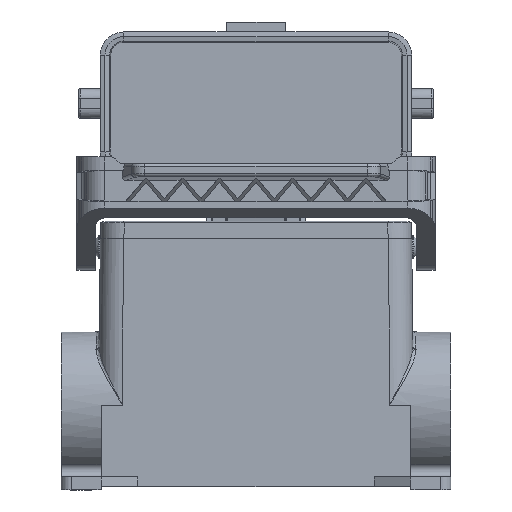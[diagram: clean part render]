
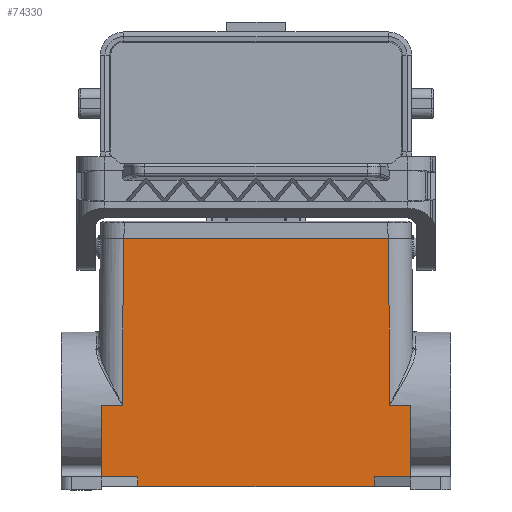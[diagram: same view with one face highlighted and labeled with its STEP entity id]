
A CAD part, front view. The second image highlights one B-rep face of the part: STEP entity #74330.
In plain terms, the highlighted face is planar.
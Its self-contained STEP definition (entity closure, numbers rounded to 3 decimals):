
#730=CARTESIAN_POINT('',(33.384,62.14,
24.691));
#740=VERTEX_POINT('',#730);
#3660=CARTESIAN_POINT('',(33.169,62.355,
0.061));
#3670=DIRECTION('',(0.009,-0.009,
1.));
#3680=VECTOR('',#3670,1.);
#3690=LINE('',#3660,#3680);
#3700=CARTESIAN_POINT('',(33.382,62.141,24.5));
#3710=VERTEX_POINT('',#3700);
#3720=EDGE_CURVE('',#3710,#740,#3690,.T.);
#23710=CARTESIAN_POINT('',(33.818,61.705,74.5));
#23720=VERTEX_POINT('',#23710);
#23770=EDGE_CURVE('',#740,#23720,#3690,.T.);
#28800=CARTESIAN_POINT('',(38.067,62.355,0.));
#28810=DIRECTION('',(-0.015,0.009,
-1.));
#28820=VECTOR('',#28810,1.);
#28830=LINE('',#28800,#28820);
#28840=CARTESIAN_POINT('',(38.112,62.329,3.));
#28850=VERTEX_POINT('',#28840);
#28860=CARTESIAN_POINT('',(38.067,62.355,
0.));
#28870=VERTEX_POINT('',#28860);
#28880=EDGE_CURVE('',#28850,#28870,#28830,.T.);
#35100=CARTESIAN_POINT('',(0.,62.141,24.5));
#35110=DIRECTION('',(-1.,0.,0.));
#35120=VECTOR('',#35110,1.);
#35130=LINE('',#35100,#35120);
#35140=CARTESIAN_POINT('',(27.069,62.141,24.5));
#35150=VERTEX_POINT('',#35140);
#35160=EDGE_CURVE('',#3710,#35150,#35130,.T.);
#35550=CARTESIAN_POINT('',(0.,62.329,3.));
#35560=DIRECTION('',(1.,0.,0.));
#35570=VECTOR('',#35560,1.);
#35580=LINE('',#35550,#35570);
#35590=CARTESIAN_POINT('',(27.069,62.329,3.));
#35600=VERTEX_POINT('',#35590);
#35610=EDGE_CURVE('',#35600,#28850,#35580,.T.);
#38520=CARTESIAN_POINT('',(27.069,62.355,0.));
#38530=DIRECTION('',(0.,0.009,-1.));
#38540=VECTOR('',#38530,1.);
#38550=LINE('',#38520,#38540);
#38560=EDGE_CURVE('',#35150,#35600,#38550,.T.);
#73310=CARTESIAN_POINT('',(113.755,62.141,24.5));
#73320=VERTEX_POINT('',#73310);
#73510=CARTESIAN_POINT('',(113.754,62.14,
24.691));
#73520=VERTEX_POINT('',#73510);
#73550=CARTESIAN_POINT('',(113.968,62.355,
0.061));
#73560=DIRECTION('',(-0.009,-0.009,
1.));
#73570=VECTOR('',#73560,1.);
#73580=LINE('',#73550,#73570);
#73590=EDGE_CURVE('',#73320,#73520,#73580,.T.);
#73710=CARTESIAN_POINT('',(120.319,62.355,
0.003));
#73720=DIRECTION('',(-0.,-1.,-0.009));
#73730=DIRECTION('',(-1.,0.,0.));
#73740=AXIS2_PLACEMENT_3D('',#73710,#73720,#73730);
#73750=PLANE('',#73740);
#73760=CARTESIAN_POINT('',(0.,62.141,24.5));
#73770=DIRECTION('',(1.,0.,0.));
#73780=VECTOR('',#73770,1.);
#73790=LINE('',#73760,#73780);
#73800=CARTESIAN_POINT('',(120.069,62.141,24.5));
#73810=VERTEX_POINT('',#73800);
#73820=EDGE_CURVE('',#73320,#73810,#73790,.T.);
#73830=ORIENTED_EDGE('',*,*,#73820,.T.);
#73840=ORIENTED_EDGE('',*,*,#73590,.F.);
#73850=CARTESIAN_POINT('',(113.319,61.705,74.5));
#73860=VERTEX_POINT('',#73850);
#73870=EDGE_CURVE('',#73520,#73860,#73580,.T.);
#73880=ORIENTED_EDGE('',*,*,#73870,.F.);
#73890=CARTESIAN_POINT('',(0.,61.705,74.5));
#73900=DIRECTION('',(-1.,0.,0.));
#73910=VECTOR('',#73900,1.);
#73920=LINE('',#73890,#73910);
#73930=EDGE_CURVE('',#73860,#23720,#73920,.T.);
#73940=ORIENTED_EDGE('',*,*,#73930,.F.);
#73950=ORIENTED_EDGE('',*,*,#23770,.T.);
#73960=ORIENTED_EDGE('',*,*,#3720,.T.);
#73970=ORIENTED_EDGE('',*,*,#35160,.F.);
#73980=ORIENTED_EDGE('',*,*,#38560,.F.);
#73990=ORIENTED_EDGE('',*,*,#35610,.F.);
#74000=ORIENTED_EDGE('',*,*,#28880,.F.);
#74010=CARTESIAN_POINT('',(0.,62.355,0.));
#74020=DIRECTION('',(1.,0.,0.));
#74030=VECTOR('',#74020,1.);
#74040=LINE('',#74010,#74030);
#74050=CARTESIAN_POINT('',(109.07,62.355,
0.));
#74060=VERTEX_POINT('',#74050);
#74070=EDGE_CURVE('',#28870,#74060,#74040,.T.);
#74080=ORIENTED_EDGE('',*,*,#74070,.F.);
#74090=CARTESIAN_POINT('',(109.07,62.355,
0.));
#74100=DIRECTION('',(0.015,0.009,
-1.));
#74110=VECTOR('',#74100,1.);
#74120=LINE('',#74090,#74110);
#74130=CARTESIAN_POINT('',(109.025,62.329,
3.));
#74140=VERTEX_POINT('',#74130);
#74150=EDGE_CURVE('',#74140,#74060,#74120,.T.);
#74160=ORIENTED_EDGE('',*,*,#74150,.T.);
#74170=CARTESIAN_POINT('',(0.,62.329,3.));
#74180=DIRECTION('',(-1.,0.,0.));
#74190=VECTOR('',#74180,1.);
#74200=LINE('',#74170,#74190);
#74210=CARTESIAN_POINT('',(120.069,62.329,3.)
);
#74220=VERTEX_POINT('',#74210);
#74230=EDGE_CURVE('',#74220,#74140,#74200,.T.);
#74240=ORIENTED_EDGE('',*,*,#74230,.T.);
#74250=CARTESIAN_POINT('',(120.069,62.355,0.));
#74260=DIRECTION('',(0.,0.009,-1.));
#74270=VECTOR('',#74260,1.);
#74280=LINE('',#74250,#74270);
#74290=EDGE_CURVE('',#73810,#74220,#74280,.T.);
#74300=ORIENTED_EDGE('',*,*,#74290,.T.);
#74310=EDGE_LOOP('',(#74300,#74240,#74160,#74080,#74000,#73990,#73980,
#73970,#73960,#73950,#73940,#73880,#73840,#73830));
#74320=FACE_OUTER_BOUND('',#74310,.T.);
#74330=ADVANCED_FACE('',(#74320),#73750,.F.);
